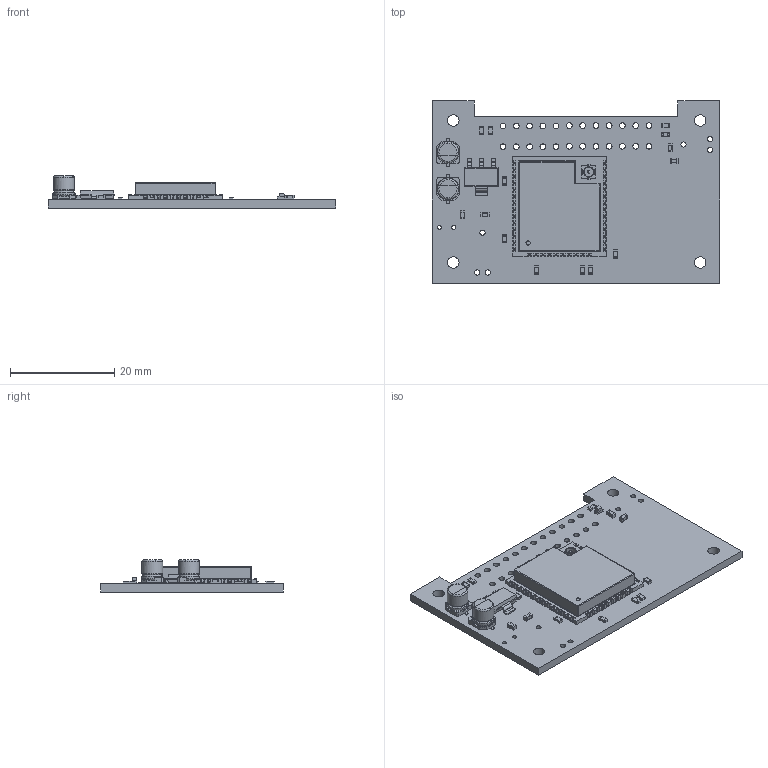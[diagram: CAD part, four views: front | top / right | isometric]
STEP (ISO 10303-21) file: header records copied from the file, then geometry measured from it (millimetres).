
FILE_DESCRIPTION(('KiCad electronic assembly'),'2;1');
FILE_NAME('ESP Carillonneur.step','2023-01-27T15:55:47',('Pcbnew'),( 'Kicad'),'Open CASCADE STEP processor 7.6','KiCad to STEP converter' ,'Unknown');
FILE_SCHEMA(('AUTOMOTIVE_DESIGN { 1 0 10303 214 1 1 1 1 }'));
Length unit declared in the file: millimetre
Products named in the file (14): ESP Carillonneur 1; R_0603_1608Metric; SOLID; LED_0603_1608Metric; C_0603_1608Metric; SOT-223; ESP32-WROOM-32U; CP_Elec_4x4.5; _autosave-ESP Carillonneur PCB
Assembly tree (25 placements, depth 3):
  ESP Carillonneur 1
    R_0603_1608Metric  x9
      SOLID
    LED_0603_1608Metric
      SOLID
    C_0603_1608Metric  x4
      SOLID
    SOT-223
      SOLID
    ESP32-WROOM-32U
      SOLID
    CP_Elec_4x4.5  x2
      SOLID
    _autosave-ESP Carillonneur PCB
Bounding box: 55 x 34.87 x 6.15 mm (x, y, z)
Volume: 3842.8 mm3; surface area: 5349.1 mm2
Topology: 19 solids, 19 shells, 1368 faces, 3478 edges, 2160 vertices
Faces by surface type: plane 1035, cylinder 296, bspline 20, torus 9, sphere 5, revolution 3
Full cylindrical faces by diameter (mm): 0.5 x1, 0.75 x2, 0.8 x1, 0.991 x6, 1.09 x24, 1.8 x1, 2 x1, 2.2 x4, 4 x4
Entity records: 72681 total; most frequent: CARTESIAN_POINT 12026, DIRECTION 10313, LINE 6334, VECTOR 6334, ORIENTED_EDGE 5220, PCURVE 5220, DEFINITIONAL_REPRESENTATION 5220, EDGE_CURVE 2610
